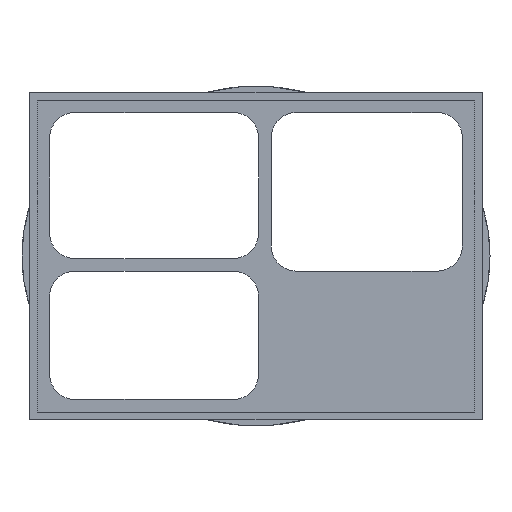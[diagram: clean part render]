
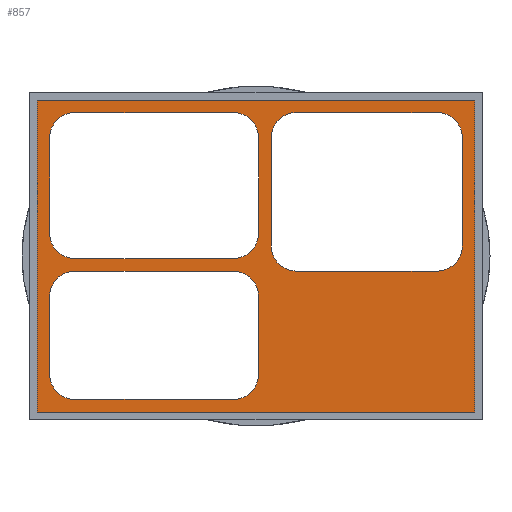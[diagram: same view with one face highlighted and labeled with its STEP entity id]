
A CAD part, front view. The second image highlights one B-rep face of the part: STEP entity #857.
In plain terms, the highlighted planar face has unit normal (0, -1, 0).
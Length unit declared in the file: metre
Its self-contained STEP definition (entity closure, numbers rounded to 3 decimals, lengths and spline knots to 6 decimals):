
#48=CIRCLE('',#938,0.01);
#49=CIRCLE('',#939,0.01);
#50=CIRCLE('',#940,0.01);
#51=CIRCLE('',#941,0.01);
#52=CIRCLE('',#942,0.01);
#53=CIRCLE('',#943,0.01);
#54=CIRCLE('',#944,0.01);
#55=CIRCLE('',#945,0.01);
#56=CIRCLE('',#946,0.01);
#57=CIRCLE('',#947,0.01);
#58=CIRCLE('',#948,0.01);
#59=CIRCLE('',#949,0.01);
#224=ORIENTED_EDGE('',*,*,#391,.F.);
#225=ORIENTED_EDGE('',*,*,#408,.T.);
#226=ORIENTED_EDGE('',*,*,#394,.T.);
#227=ORIENTED_EDGE('',*,*,#409,.T.);
#228=ORIENTED_EDGE('',*,*,#396,.T.);
#229=ORIENTED_EDGE('',*,*,#410,.T.);
#230=ORIENTED_EDGE('',*,*,#406,.F.);
#231=ORIENTED_EDGE('',*,*,#411,.T.);
#232=ORIENTED_EDGE('',*,*,#381,.F.);
#233=ORIENTED_EDGE('',*,*,#412,.T.);
#234=ORIENTED_EDGE('',*,*,#384,.F.);
#235=ORIENTED_EDGE('',*,*,#413,.T.);
#236=ORIENTED_EDGE('',*,*,#387,.T.);
#237=ORIENTED_EDGE('',*,*,#414,.T.);
#238=ORIENTED_EDGE('',*,*,#403,.T.);
#239=ORIENTED_EDGE('',*,*,#415,.T.);
#240=ORIENTED_EDGE('',*,*,#373,.F.);
#241=ORIENTED_EDGE('',*,*,#416,.T.);
#242=ORIENTED_EDGE('',*,*,#376,.T.);
#243=ORIENTED_EDGE('',*,*,#417,.T.);
#244=ORIENTED_EDGE('',*,*,#378,.T.);
#245=ORIENTED_EDGE('',*,*,#418,.T.);
#246=ORIENTED_EDGE('',*,*,#399,.F.);
#247=ORIENTED_EDGE('',*,*,#419,.T.);
#248=ORIENTED_EDGE('',*,*,#332,.F.);
#249=ORIENTED_EDGE('',*,*,#328,.T.);
#250=ORIENTED_EDGE('',*,*,#338,.T.);
#251=ORIENTED_EDGE('',*,*,#335,.F.);
#328=EDGE_CURVE('',#444,#445,#528,.T.);
#332=EDGE_CURVE('',#444,#448,#532,.T.);
#335=EDGE_CURVE('',#448,#450,#535,.T.);
#338=EDGE_CURVE('',#445,#450,#538,.T.);
#373=EDGE_CURVE('',#476,#477,#553,.T.);
#376=EDGE_CURVE('',#479,#478,#556,.T.);
#378=EDGE_CURVE('',#480,#481,#558,.T.);
#381=EDGE_CURVE('',#482,#483,#561,.T.);
#384=EDGE_CURVE('',#484,#485,#564,.T.);
#387=EDGE_CURVE('',#486,#487,#567,.T.);
#391=EDGE_CURVE('',#488,#489,#571,.T.);
#394=EDGE_CURVE('',#491,#490,#574,.T.);
#396=EDGE_CURVE('',#492,#493,#576,.T.);
#399=EDGE_CURVE('',#494,#495,#579,.T.);
#403=EDGE_CURVE('',#497,#496,#583,.T.);
#406=EDGE_CURVE('',#498,#499,#586,.T.);
#408=EDGE_CURVE('',#488,#491,#48,.F.);
#409=EDGE_CURVE('',#490,#492,#49,.F.);
#410=EDGE_CURVE('',#493,#499,#50,.F.);
#411=EDGE_CURVE('',#498,#489,#51,.F.);
#412=EDGE_CURVE('',#482,#485,#52,.F.);
#413=EDGE_CURVE('',#484,#486,#53,.F.);
#414=EDGE_CURVE('',#487,#497,#54,.F.);
#415=EDGE_CURVE('',#496,#483,#55,.F.);
#416=EDGE_CURVE('',#476,#479,#56,.F.);
#417=EDGE_CURVE('',#478,#480,#57,.F.);
#418=EDGE_CURVE('',#481,#495,#58,.F.);
#419=EDGE_CURVE('',#494,#477,#59,.F.);
#444=VERTEX_POINT('',#1269);
#445=VERTEX_POINT('',#1270);
#448=VERTEX_POINT('',#1278);
#450=VERTEX_POINT('',#1284);
#476=VERTEX_POINT('',#1363);
#477=VERTEX_POINT('',#1365);
#478=VERTEX_POINT('',#1369);
#479=VERTEX_POINT('',#1371);
#480=VERTEX_POINT('',#1375);
#481=VERTEX_POINT('',#1376);
#482=VERTEX_POINT('',#1381);
#483=VERTEX_POINT('',#1382);
#484=VERTEX_POINT('',#1387);
#485=VERTEX_POINT('',#1388);
#486=VERTEX_POINT('',#1393);
#487=VERTEX_POINT('',#1394);
#488=VERTEX_POINT('',#1399);
#489=VERTEX_POINT('',#1401);
#490=VERTEX_POINT('',#1405);
#491=VERTEX_POINT('',#1407);
#492=VERTEX_POINT('',#1411);
#493=VERTEX_POINT('',#1412);
#494=VERTEX_POINT('',#1417);
#495=VERTEX_POINT('',#1418);
#496=VERTEX_POINT('',#1423);
#497=VERTEX_POINT('',#1425);
#498=VERTEX_POINT('',#1429);
#499=VERTEX_POINT('',#1431);
#528=LINE('',#1268,#616);
#532=LINE('',#1277,#620);
#535=LINE('',#1283,#623);
#538=LINE('',#1289,#626);
#553=LINE('',#1364,#641);
#556=LINE('',#1370,#644);
#558=LINE('',#1374,#646);
#561=LINE('',#1380,#649);
#564=LINE('',#1386,#652);
#567=LINE('',#1392,#655);
#571=LINE('',#1400,#659);
#574=LINE('',#1406,#662);
#576=LINE('',#1410,#664);
#579=LINE('',#1416,#667);
#583=LINE('',#1424,#671);
#586=LINE('',#1430,#674);
#616=VECTOR('',#1002,1.);
#620=VECTOR('',#1008,1.);
#623=VECTOR('',#1013,1.);
#626=VECTOR('',#1018,1.);
#641=VECTOR('',#1103,1.);
#644=VECTOR('',#1108,1.);
#646=VECTOR('',#1112,1.);
#649=VECTOR('',#1117,1.);
#652=VECTOR('',#1122,1.);
#655=VECTOR('',#1127,1.);
#659=VECTOR('',#1133,1.);
#662=VECTOR('',#1138,1.);
#664=VECTOR('',#1142,1.);
#667=VECTOR('',#1147,1.);
#671=VECTOR('',#1153,1.);
#674=VECTOR('',#1158,1.);
#718=EDGE_LOOP('',(#224,#225,#226,#227,#228,#229,#230,#231));
#719=EDGE_LOOP('',(#232,#233,#234,#235,#236,#237,#238,#239));
#720=EDGE_LOOP('',(#240,#241,#242,#243,#244,#245,#246,#247));
#721=EDGE_LOOP('',(#248,#249,#250,#251));
#776=FACE_BOUND('',#718,.T.);
#777=FACE_BOUND('',#719,.T.);
#778=FACE_BOUND('',#720,.T.);
#779=FACE_BOUND('',#721,.T.);
#822=PLANE('',#937);
#857=ADVANCED_FACE('',(#776,#777,#778,#779),#822,.T.);
#937=AXIS2_PLACEMENT_3D('',#1433,#1160,#1161);
#938=AXIS2_PLACEMENT_3D('',#1434,#1162,#1163);
#939=AXIS2_PLACEMENT_3D('',#1435,#1164,#1165);
#940=AXIS2_PLACEMENT_3D('',#1436,#1166,#1167);
#941=AXIS2_PLACEMENT_3D('',#1437,#1168,#1169);
#942=AXIS2_PLACEMENT_3D('',#1438,#1170,#1171);
#943=AXIS2_PLACEMENT_3D('',#1439,#1172,#1173);
#944=AXIS2_PLACEMENT_3D('',#1440,#1174,#1175);
#945=AXIS2_PLACEMENT_3D('',#1441,#1176,#1177);
#946=AXIS2_PLACEMENT_3D('',#1442,#1178,#1179);
#947=AXIS2_PLACEMENT_3D('',#1443,#1180,#1181);
#948=AXIS2_PLACEMENT_3D('',#1444,#1182,#1183);
#949=AXIS2_PLACEMENT_3D('',#1445,#1184,#1185);
#1002=DIRECTION('',(0.,0.,1.));
#1008=DIRECTION('',(-1.,0.,0.));
#1013=DIRECTION('',(0.,0.,1.));
#1018=DIRECTION('',(-1.,0.,0.));
#1103=DIRECTION('',(-1.,0.,0.));
#1108=DIRECTION('',(0.,0.,-1.));
#1112=DIRECTION('',(-1.,0.,0.));
#1117=DIRECTION('',(-1.,0.,0.));
#1122=DIRECTION('',(0.,0.,1.));
#1127=DIRECTION('',(-1.,0.,0.));
#1133=DIRECTION('',(0.,0.,1.));
#1138=DIRECTION('',(-1.,0.,0.));
#1142=DIRECTION('',(0.,0.,1.));
#1147=DIRECTION('',(0.,0.,-1.));
#1153=DIRECTION('',(0.,0.,1.));
#1158=DIRECTION('',(-1.,0.,0.));
#1160=DIRECTION('',(0.,-1.,0.));
#1161=DIRECTION('',(1.,0.,0.));
#1162=DIRECTION('',(0.,-1.,0.));
#1163=DIRECTION('',(0.,0.,-1.));
#1164=DIRECTION('',(0.,-1.,0.));
#1165=DIRECTION('',(0.,0.,-1.));
#1166=DIRECTION('',(0.,-1.,0.));
#1167=DIRECTION('',(0.,0.,-1.));
#1168=DIRECTION('',(0.,-1.,0.));
#1169=DIRECTION('',(0.,0.,-1.));
#1170=DIRECTION('',(0.,-1.,0.));
#1171=DIRECTION('',(0.,0.,-1.));
#1172=DIRECTION('',(0.,-1.,0.));
#1173=DIRECTION('',(0.,0.,-1.));
#1174=DIRECTION('',(0.,-1.,0.));
#1175=DIRECTION('',(0.,0.,-1.));
#1176=DIRECTION('',(0.,-1.,0.));
#1177=DIRECTION('',(0.,0.,-1.));
#1178=DIRECTION('',(0.,-1.,0.));
#1179=DIRECTION('',(0.,0.,-1.));
#1180=DIRECTION('',(0.,-1.,0.));
#1181=DIRECTION('',(0.,0.,-1.));
#1182=DIRECTION('',(0.,-1.,0.));
#1183=DIRECTION('',(0.,0.,-1.));
#1184=DIRECTION('',(0.,-1.,0.));
#1185=DIRECTION('',(0.,0.,-1.));
#1268=CARTESIAN_POINT('',(0.087,0.0242,0.));
#1269=CARTESIAN_POINT('',(0.087,0.0242,-0.062));
#1270=CARTESIAN_POINT('',(0.087,0.0242,0.062));
#1277=CARTESIAN_POINT('',(0.,0.0242,-0.062));
#1278=CARTESIAN_POINT('',(-0.087,0.0242,-0.062));
#1283=CARTESIAN_POINT('',(-0.087,0.0242,0.));
#1284=CARTESIAN_POINT('',(-0.087,0.0242,0.062));
#1289=CARTESIAN_POINT('',(0.,0.0242,0.062));
#1363=CARTESIAN_POINT('',(0.072,0.0242,0.057));
#1364=CARTESIAN_POINT('',(0.044,0.0242,0.057));
#1365=CARTESIAN_POINT('',(0.016,0.0242,0.057));
#1369=CARTESIAN_POINT('',(0.082,0.0242,0.004));
#1370=CARTESIAN_POINT('',(0.082,0.0242,0.0255));
#1371=CARTESIAN_POINT('',(0.082,0.0242,0.047));
#1374=CARTESIAN_POINT('',(0.044,0.0242,-0.006));
#1375=CARTESIAN_POINT('',(0.072,0.0242,-0.006));
#1376=CARTESIAN_POINT('',(0.016,0.0242,-0.006));
#1380=CARTESIAN_POINT('',(-0.0405,0.0242,-0.006));
#1381=CARTESIAN_POINT('',(-0.009,0.0242,-0.006));
#1382=CARTESIAN_POINT('',(-0.072,0.0242,-0.006));
#1386=CARTESIAN_POINT('',(0.001,0.0242,-0.0315));
#1387=CARTESIAN_POINT('',(0.001,0.0242,-0.047));
#1388=CARTESIAN_POINT('',(0.001,0.0242,-0.016));
#1392=CARTESIAN_POINT('',(-0.0405,0.0242,-0.057));
#1393=CARTESIAN_POINT('',(-0.009,0.0242,-0.057));
#1394=CARTESIAN_POINT('',(-0.072,0.0242,-0.057));
#1399=CARTESIAN_POINT('',(0.001,0.0242,0.009));
#1400=CARTESIAN_POINT('',(0.001,0.0242,0.028));
#1401=CARTESIAN_POINT('',(0.001,0.0242,0.047));
#1405=CARTESIAN_POINT('',(-0.072,0.0242,-0.001));
#1406=CARTESIAN_POINT('',(-0.0405,0.0242,-0.001));
#1407=CARTESIAN_POINT('',(-0.009,0.0242,-0.001));
#1410=CARTESIAN_POINT('',(-0.082,0.0242,0.028));
#1411=CARTESIAN_POINT('',(-0.082,0.0242,0.009));
#1412=CARTESIAN_POINT('',(-0.082,0.0242,0.047));
#1416=CARTESIAN_POINT('',(0.006,0.0242,0.0255));
#1417=CARTESIAN_POINT('',(0.006,0.0242,0.047));
#1418=CARTESIAN_POINT('',(0.006,0.0242,0.004));
#1423=CARTESIAN_POINT('',(-0.082,0.0242,-0.016));
#1424=CARTESIAN_POINT('',(-0.082,0.0242,-0.0315));
#1425=CARTESIAN_POINT('',(-0.082,0.0242,-0.047));
#1429=CARTESIAN_POINT('',(-0.009,0.0242,0.057));
#1430=CARTESIAN_POINT('',(-0.0405,0.0242,0.057));
#1431=CARTESIAN_POINT('',(-0.072,0.0242,0.057));
#1433=CARTESIAN_POINT('',(0.0015,0.0242,0.00125));
#1434=CARTESIAN_POINT('',(-0.009,0.0242,0.009));
#1435=CARTESIAN_POINT('',(-0.072,0.0242,0.009));
#1436=CARTESIAN_POINT('',(-0.072,0.0242,0.047));
#1437=CARTESIAN_POINT('',(-0.009,0.0242,0.047));
#1438=CARTESIAN_POINT('',(-0.009,0.0242,-0.016));
#1439=CARTESIAN_POINT('',(-0.009,0.0242,-0.047));
#1440=CARTESIAN_POINT('',(-0.072,0.0242,-0.047));
#1441=CARTESIAN_POINT('',(-0.072,0.0242,-0.016));
#1442=CARTESIAN_POINT('',(0.072,0.0242,0.047));
#1443=CARTESIAN_POINT('',(0.072,0.0242,0.004));
#1444=CARTESIAN_POINT('',(0.016,0.0242,0.004));
#1445=CARTESIAN_POINT('',(0.016,0.0242,0.047));
